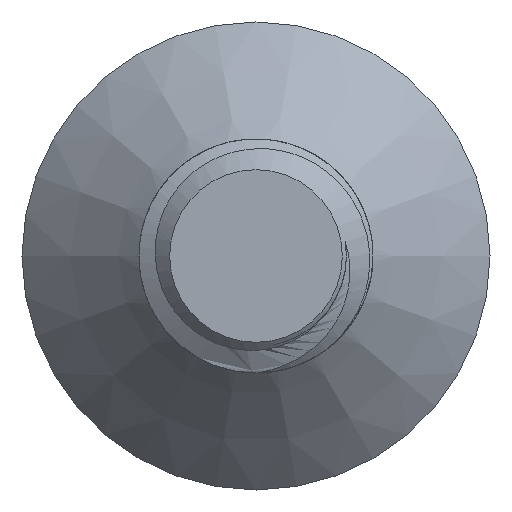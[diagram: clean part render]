
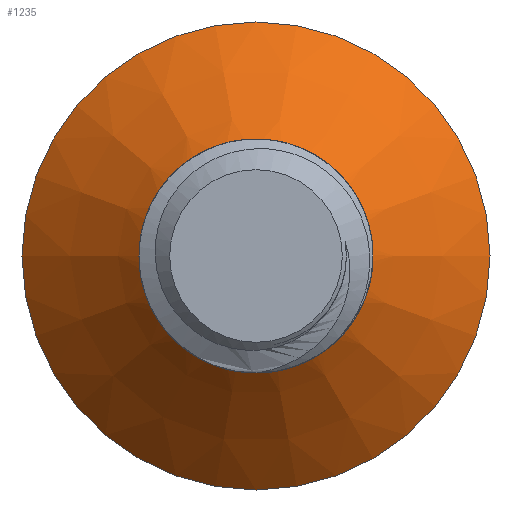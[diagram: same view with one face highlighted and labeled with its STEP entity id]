
A CAD part, left-side view. The second image highlights one B-rep face of the part: STEP entity #1235.
In plain terms, the highlighted conical face has half-angle 45 degrees and reference radius 2 mm.
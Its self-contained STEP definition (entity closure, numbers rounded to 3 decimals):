
#32=CONICAL_SURFACE('',#1325,2.,0.785);
#87=B_SPLINE_CURVE_WITH_KNOTS('',3,(#4175,#4176,#4177,#4178,#4179,#4180,
#4181,#4182),.UNSPECIFIED.,.F.,.F.,(4,2,2,4),(1.806,1.944,
2.074,2.211),.UNSPECIFIED.);
#88=B_SPLINE_CURVE_WITH_KNOTS('',3,(#4183,#4184,#4185,#4186,#4187,#4188,
#4189,#4190,#4191,#4192,#4193,#4194,#4195,#4196),.UNSPECIFIED.,.F.,.F.,
(4,2,2,2,2,2,4),(0.,0.045,0.089,0.161,
0.236,0.294,0.353),.UNSPECIFIED.);
#89=B_SPLINE_CURVE_WITH_KNOTS('',3,(#4197,#4198,#4199,#4200,#4201,#4202,
#4203,#4204,#4205,#4206,#4207,#4208,#4209,#4210,#4211,#4212,#4213,#4214,
#4215,#4216,#4217,#4218,#4219,#4220,#4221,#4222,#4223,#4224,#4225,#4226,
#4227,#4228),.UNSPECIFIED.,.F.,.F.,(4,2,2,2,2,2,2,2,2,2,2,2,2,2,2,4),(0.,
0.078,0.194,0.302,0.423,
0.543,0.655,0.768,0.87,
0.988,1.117,1.255,1.414,1.597,
1.787,1.806),.UNSPECIFIED.);
#145=FACE_OUTER_BOUND('',#216,.T.);
#216=EDGE_LOOP('',(#950,#951,#952,#953,#954,#955,#956,#957));
#238=CIRCLE('',#1272,1.545);
#240=CIRCLE('',#1299,2.);
#242=CIRCLE('',#1326,4.);
#358=LINE('',#4174,#422);
#422=VECTOR('',#1520,2.);
#439=VERTEX_POINT('',#1597);
#440=VERTEX_POINT('',#1607);
#492=VERTEX_POINT('',#2344);
#493=VERTEX_POINT('',#2373);
#542=VERTEX_POINT('',#4171);
#543=VERTEX_POINT('',#4173);
#562=EDGE_CURVE('',#440,#439,#238,.T.);
#639=EDGE_CURVE('',#493,#492,#240,.T.);
#712=EDGE_CURVE('',#542,#542,#242,.T.);
#713=EDGE_CURVE('',#542,#543,#358,.T.);
#714=EDGE_CURVE('',#543,#493,#87,.T.);
#715=EDGE_CURVE('',#492,#440,#88,.T.);
#716=EDGE_CURVE('',#439,#543,#89,.T.);
#950=ORIENTED_EDGE('',*,*,#712,.F.);
#951=ORIENTED_EDGE('',*,*,#713,.T.);
#952=ORIENTED_EDGE('',*,*,#714,.T.);
#953=ORIENTED_EDGE('',*,*,#639,.T.);
#954=ORIENTED_EDGE('',*,*,#715,.T.);
#955=ORIENTED_EDGE('',*,*,#562,.T.);
#956=ORIENTED_EDGE('',*,*,#716,.T.);
#957=ORIENTED_EDGE('',*,*,#713,.F.);
#1235=ADVANCED_FACE('',(#145),#32,.T.);
#1272=AXIS2_PLACEMENT_3D('',#1608,#1362,#1363);
#1299=AXIS2_PLACEMENT_3D('',#2374,#1441,#1442);
#1325=AXIS2_PLACEMENT_3D('',#4170,#1516,#1517);
#1326=AXIS2_PLACEMENT_3D('',#4172,#1518,#1519);
#1362=DIRECTION('center_axis',(0.,0.,
1.));
#1363=DIRECTION('ref_axis',(-0.749,0.663,0.));
#1441=DIRECTION('center_axis',(0.,0.,1.));
#1442=DIRECTION('ref_axis',(0.,-1.,0.));
#1516=DIRECTION('center_axis',(0.,0.,1.));
#1517=DIRECTION('ref_axis',(0.,-1.,0.));
#1518=DIRECTION('center_axis',(0.,0.,1.));
#1519=DIRECTION('ref_axis',(0.,-1.,0.));
#1520=DIRECTION('',(0.,-0.707,-0.707));
#1597=CARTESIAN_POINT('',(-1.157,1.024,-2.755));
#1607=CARTESIAN_POINT('',(-0.117,1.541,-2.755));
#1608=CARTESIAN_POINT('Origin',(0.,0.,
-2.755));
#2344=CARTESIAN_POINT('',(-1.954,-0.429,-2.3));
#2373=CARTESIAN_POINT('',(-1.69,1.07,-2.3));
#2374=CARTESIAN_POINT('Origin',(0.,0.,-2.3));
#4170=CARTESIAN_POINT('Origin',(0.,0.,-2.3));
#4171=CARTESIAN_POINT('',(0.,4.,-0.3));
#4172=CARTESIAN_POINT('Origin',(0.,0.,-0.3));
#4173=CARTESIAN_POINT('',(0.,1.929,-2.371));
#4174=CARTESIAN_POINT('',(0.,2.,-2.3));
#4175=CARTESIAN_POINT('Ctrl Pts',(0.,1.929,
-2.371));
#4176=CARTESIAN_POINT('Ctrl Pts',(-0.188,1.935,-2.365));
#4177=CARTESIAN_POINT('Ctrl Pts',(-0.402,1.915,-2.357));
#4178=CARTESIAN_POINT('Ctrl Pts',(-0.834,1.786,-2.341));
#4179=CARTESIAN_POINT('Ctrl Pts',(-1.031,1.69,-2.332));
#4180=CARTESIAN_POINT('Ctrl Pts',(-1.397,1.428,-2.316));
#4181=CARTESIAN_POINT('Ctrl Pts',(-1.56,1.261,-2.308));
#4182=CARTESIAN_POINT('Ctrl Pts',(-1.69,1.07,-2.3));
#4183=CARTESIAN_POINT('Ctrl Pts',(-1.954,-0.429,
-2.3));
#4184=CARTESIAN_POINT('Ctrl Pts',(-1.966,-0.279,
-2.32));
#4185=CARTESIAN_POINT('Ctrl Pts',(-1.961,-0.129,
-2.341));
#4186=CARTESIAN_POINT('Ctrl Pts',(-1.916,0.162,-2.382));
#4187=CARTESIAN_POINT('Ctrl Pts',(-1.878,0.303,-2.403));
#4188=CARTESIAN_POINT('Ctrl Pts',(-1.737,0.658,-2.457));
#4189=CARTESIAN_POINT('Ctrl Pts',(-1.615,0.847,-2.486));
#4190=CARTESIAN_POINT('Ctrl Pts',(-1.354,1.141,-2.54));
#4191=CARTESIAN_POINT('Ctrl Pts',(-1.196,1.265,-2.57));
#4192=CARTESIAN_POINT('Ctrl Pts',(-0.881,1.431,-2.627));
#4193=CARTESIAN_POINT('Ctrl Pts',(-0.734,1.483,-2.653));
#4194=CARTESIAN_POINT('Ctrl Pts',(-0.429,1.545,-2.704));
#4195=CARTESIAN_POINT('Ctrl Pts',(-0.273,1.554,-2.73));
#4196=CARTESIAN_POINT('Ctrl Pts',(-0.117,1.541,-2.755));
#4197=CARTESIAN_POINT('Ctrl Pts',(-1.157,1.024,-2.755));
#4198=CARTESIAN_POINT('Ctrl Pts',(-1.338,0.838,-2.743));
#4199=CARTESIAN_POINT('Ctrl Pts',(-1.433,0.645,-2.735));
#4200=CARTESIAN_POINT('Ctrl Pts',(-1.562,0.321,-2.719));
#4201=CARTESIAN_POINT('Ctrl Pts',(-1.6,0.113,-2.709));
#4202=CARTESIAN_POINT('Ctrl Pts',(-1.595,-0.29,-2.691));
#4203=CARTESIAN_POINT('Ctrl Pts',(-1.556,-0.483,-2.682));
#4204=CARTESIAN_POINT('Ctrl Pts',(-1.404,-0.866,
-2.665));
#4205=CARTESIAN_POINT('Ctrl Pts',(-1.281,-1.052,-2.656));
#4206=CARTESIAN_POINT('Ctrl Pts',(-0.979,-1.36,
-2.638));
#4207=CARTESIAN_POINT('Ctrl Pts',(-0.801,-1.483,
-2.628));
#4208=CARTESIAN_POINT('Ctrl Pts',(-0.421,-1.649,
-2.61));
#4209=CARTESIAN_POINT('Ctrl Pts',(-0.224,-1.695,
-2.602));
#4210=CARTESIAN_POINT('Ctrl Pts',(0.18,-1.716,-2.586));
#4211=CARTESIAN_POINT('Ctrl Pts',(0.411,-1.692,-2.577));
#4212=CARTESIAN_POINT('Ctrl Pts',(0.867,-1.53,-2.557));
#4213=CARTESIAN_POINT('Ctrl Pts',(1.065,-1.411,-2.547));
#4214=CARTESIAN_POINT('Ctrl Pts',(1.429,-1.082,-2.527));
#4215=CARTESIAN_POINT('Ctrl Pts',(1.56,-0.883,-2.519));
#4216=CARTESIAN_POINT('Ctrl Pts',(1.743,-0.493,-2.503));
#4217=CARTESIAN_POINT('Ctrl Pts',(1.8,-0.273,-2.493));
#4218=CARTESIAN_POINT('Ctrl Pts',(1.831,0.193,-2.474));
#4219=CARTESIAN_POINT('Ctrl Pts',(1.799,0.434,-2.465));
#4220=CARTESIAN_POINT('Ctrl Pts',(1.632,0.924,-2.445));
#4221=CARTESIAN_POINT('Ctrl Pts',(1.494,1.132,-2.437));
#4222=CARTESIAN_POINT('Ctrl Pts',(1.197,1.469,-2.42));
#4223=CARTESIAN_POINT('Ctrl Pts',(1.005,1.618,-2.411));
#4224=CARTESIAN_POINT('Ctrl Pts',(0.568,1.839,-2.392));
#4225=CARTESIAN_POINT('Ctrl Pts',(0.325,1.906,-2.382));
#4226=CARTESIAN_POINT('Ctrl Pts',(0.051,1.926,-2.373));
#4227=CARTESIAN_POINT('Ctrl Pts',(0.026,1.928,-2.372));
#4228=CARTESIAN_POINT('Ctrl Pts',(0.,1.929,
-2.371));
